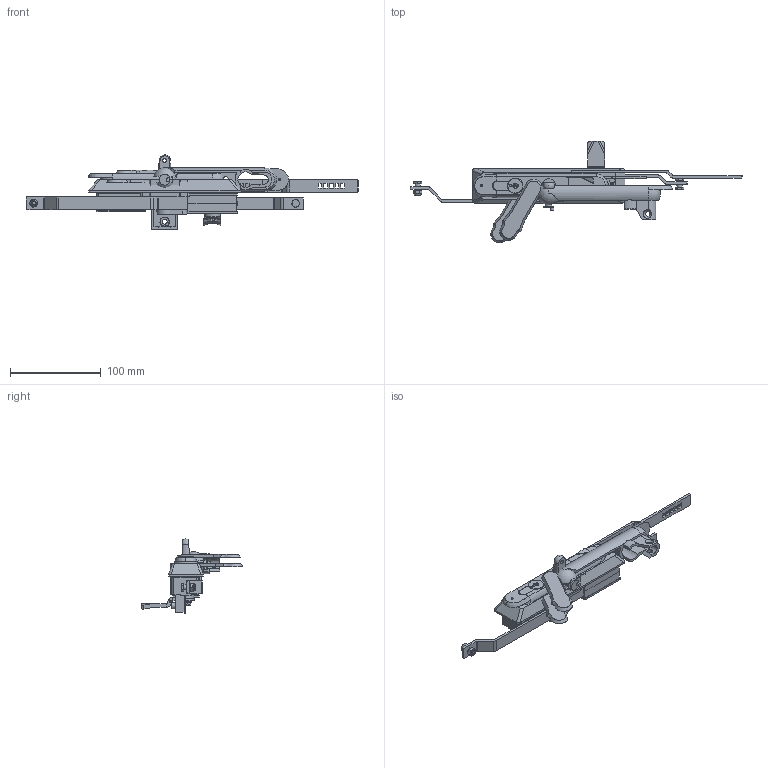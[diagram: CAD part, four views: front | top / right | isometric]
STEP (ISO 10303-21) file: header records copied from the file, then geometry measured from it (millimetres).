
FILE_DESCRIPTION( ( 'STEP AP203' ), '1' );
FILE_NAME( ' ', ' ', ( ' ' ), ( ' ' ), 'PSStep 10.0', ' ', ' ' );
FILE_SCHEMA( ( 'CONFIG_CONTROL_DESIGN' ) );
Length unit declared in the file: millimetre
Products named in the file (21): Assem1; 1; 2; 3; 4; 5; 6; 7; 8; 9; 10; 11; 12; 13; 14; 15; 16; 17; 18; 19; 20
Bounding box: 365 x 111.55 x 81.65 mm (x, y, z)
Volume: 263619.4 mm3; surface area: 191102.5 mm2
Topology: 46 solids, 46 shells, 2230 faces, 6001 edges, 3939 vertices
Faces by surface type: plane 1403, cylinder 571, cone 153, bspline 57, extrusion 22, sphere 13, torus 11
Full cylindrical faces by diameter (mm): 2.5 x2, 3 x4, 3.3 x2, 4 x10, 4.1 x6, 4.2 x8, 5 x9, 5.1 x2, 5.3 x8, 5.5 x6, 6 x9, 6.1 x2, 6.3 x2, 7 x4, 7.2 x2, 7.5 x4, 7.6 x3, 8 x5, 9.3 x3, 10 x10, 10.4 x8, 12 x2, 12.2 x2, 12.35 x2, 12.5 x2, 14 x4, 14.2 x4, 15.8 x6, 16 x2, 16.1 x4
Entity records: 38228 total; most frequent: CARTESIAN_POINT 10604, ORIENTED_EDGE 5514, DIRECTION 5471, EDGE_CURVE 2757, AXIS2_PLACEMENT_3D 1875, VERTEX_POINT 1859, VECTOR 1721, LINE 1710
